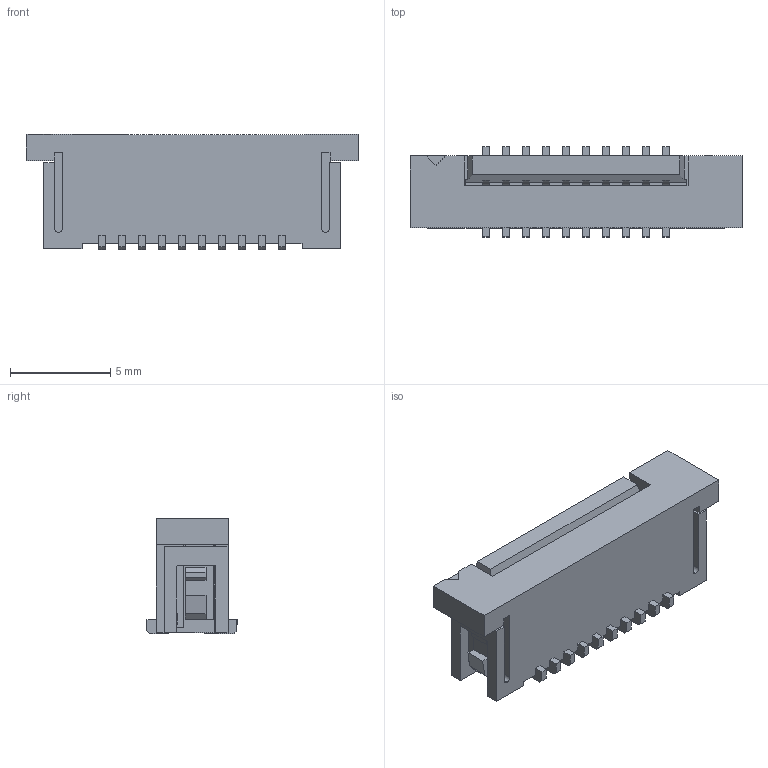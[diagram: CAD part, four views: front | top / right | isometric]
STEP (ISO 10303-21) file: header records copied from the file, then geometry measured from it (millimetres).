
FILE_DESCRIPTION(('STEP AP242'),'1');
FILE_NAME('0526101071.stp','2024-12-15T17:28:30',('TraceParts'),('TraceParts S.A.'),'Spatial InterOp 3D',' ',' ');
FILE_SCHEMA(('AP242_MANAGED_MODEL_BASED_3D_ENGINEERING_MIM_LF {1 0 10303 442 1 1 4}'));
Length unit declared in the file: millimetre
Products named in the file (1): 0526101071
Bounding box: 16.6 x 4.5 x 5.75 mm (x, y, z)
Volume: 270.7 mm3; surface area: 609.1 mm2
Topology: 1 solids, 1 shells, 342 faces, 1024 edges, 680 vertices
Faces by surface type: plane 304, cylinder 38
Entity records: 11393 total; most frequent: ORIENTED_EDGE 2048, CARTESIAN_POINT 2047, DIRECTION 1786, EDGE_CURVE 1024, LINE 948, VECTOR 948, VERTEX_POINT 680, AXIS2_PLACEMENT_3D 419
